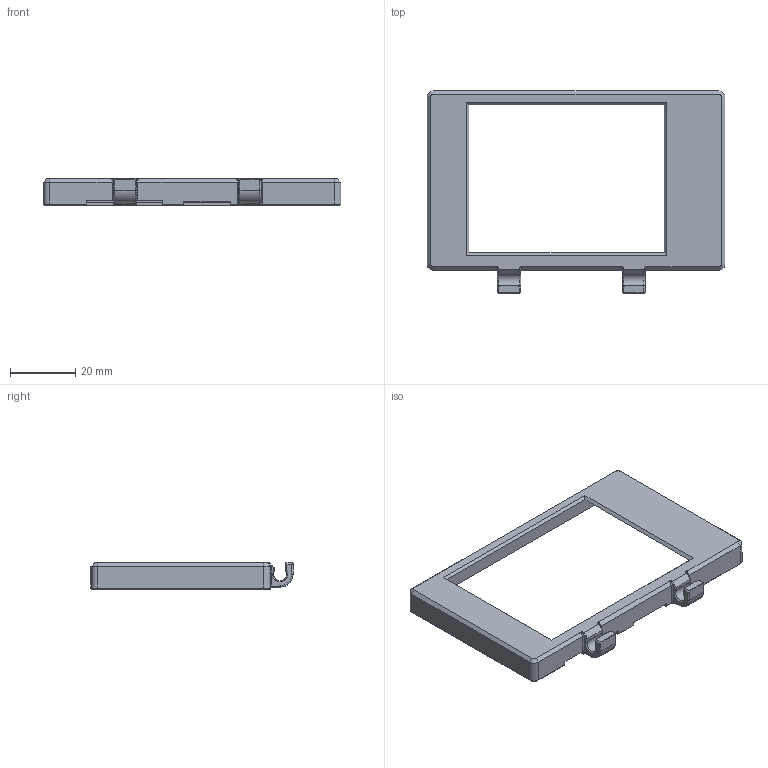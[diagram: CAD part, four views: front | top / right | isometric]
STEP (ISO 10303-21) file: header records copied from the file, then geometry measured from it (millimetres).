
FILE_DESCRIPTION(/* description */ ('STEP AP242','CAx-IF Rec.Pracs.---Representation and Presentation of Product Manufacturing Information (PMI)---4.0---2014-10-13','CAx-IF Rec.Pracs.---3D Tessellated Geometry---0.4---2014-09-14','2;1'),/* implementation_level */ '2;1');
FILE_NAME(/* name */ '65d18b94c6b9344a8c99dc40',/* time_stamp */ '2024-02-18T04:46:12Z',/* author */ (''),/* organization */ (''),/* preprocessor_version */ 'ST-DEVELOPER v19.4',/* originating_system */ ' ',/* authorisation */ ' ');
FILE_SCHEMA (('AP242_MANAGED_MODEL_BASED_3D_ENGINEERING_MIM_LF { 1 0 10303 442 1 1 4 }'));
Length unit declared in the file: metre
Products named in the file (1): Front Panel
Bounding box: 91.4 x 61.98 x 8.04 mm (x, y, z)
Volume: 6803.1 mm3; surface area: 9084.6 mm2
Topology: 1 solids, 1 shells, 215 faces, 563 edges, 350 vertices
Faces by surface type: plane 111, cylinder 70, cone 12, bspline 10, torus 8, sphere 4
Full cylindrical faces by diameter (mm): 2.8 x4
Entity records: 6593 total; most frequent: CARTESIAN_POINT 1319, ORIENTED_EDGE 1098, DIRECTION 1097, EDGE_CURVE 549, AXIS2_PLACEMENT_3D 368, LINE 361, VECTOR 361, VERTEX_POINT 348
